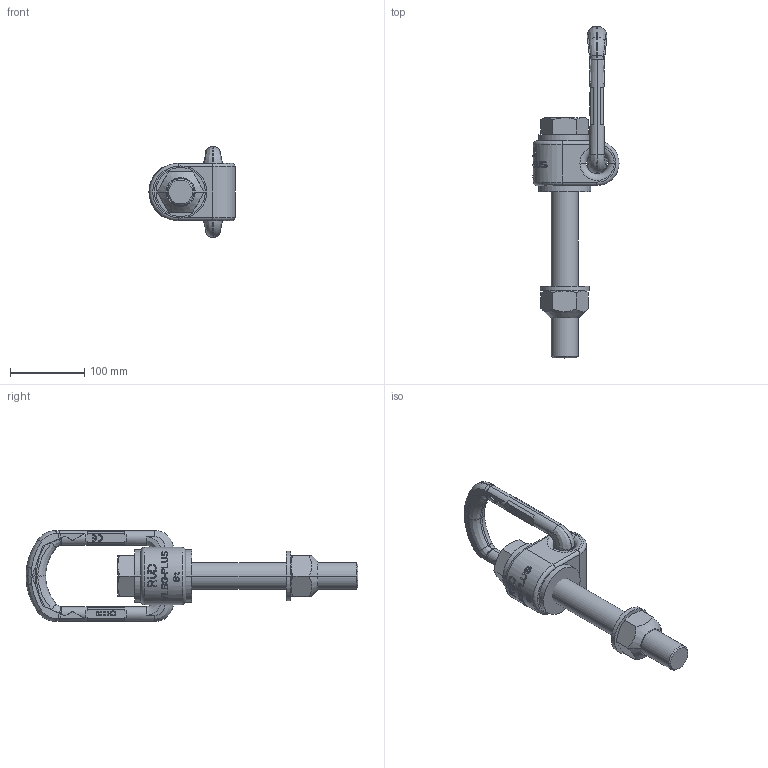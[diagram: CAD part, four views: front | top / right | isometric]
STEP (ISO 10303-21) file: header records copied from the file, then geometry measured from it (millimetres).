
FILE_DESCRIPTION((''),'2;1');
FILE_NAME('001-M31221-P-30_ASM','2019-02-06T',('anja.joas'),(''),'PRO/ENGINEER BY PARAMETRIC TECHNOLOGY CORPORATION, 2011490','PRO/ENGINEER BY PARAMETRIC TECHNOLOGY CORPORATION, 2011490','');
FILE_SCHEMA(('CONFIG_CONTROL_DESIGN'));
Length unit declared in the file: millimetre
Products named in the file (6): 001-M31221-P-10; 001-M31221-P-20; 001-M31124-P-20; 001-M31624-V08; 001-M31328-V09; 001-M31221-P-30_ASM
Assembly tree (5 placements, depth 2):
  001-M31221-P-30_ASM
    001-M31221-P-10
    001-M31221-P-20
    001-M31124-P-20
    001-M31624-V08
    001-M31328-V09
Bounding box: 115.5 x 445.75 x 122 mm (x, y, z)
Volume: 1036819.7 mm3; surface area: 157904.9 mm2
Topology: 5 solids, 5 shells, 1005 faces, 2739 edges, 1792 vertices
Faces by surface type: plane 795, cylinder 100, bspline 72, cone 24, torus 14
Entity records: 37003 total; most frequent: CARTESIAN_POINT 12918, ORIENTED_EDGE 5478, DIRECTION 4211, EDGE_CURVE 2739, VERTEX_POINT 1792, VECTOR 1655, LINE 1655, AXIS2_PLACEMENT_3D 1278
